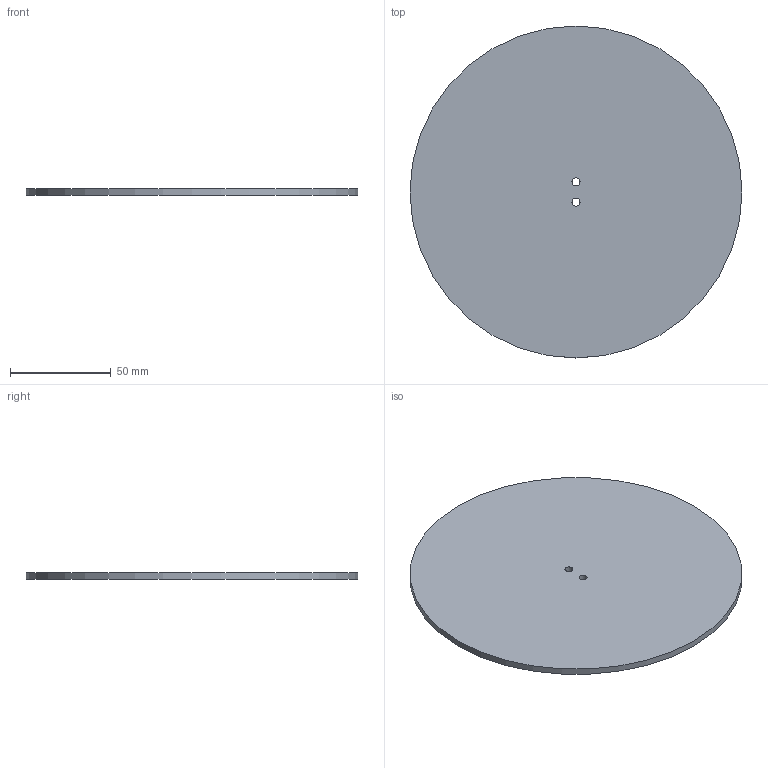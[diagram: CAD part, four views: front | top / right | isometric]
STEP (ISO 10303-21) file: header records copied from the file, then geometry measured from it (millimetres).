
FILE_DESCRIPTION(/* description */ (''),/* implementation_level */ '2;1');
FILE_NAME(/* name */ 'Weight Plate.step',/* time_stamp */ '2025-11-06T12:06:56-08:00',/* author */ (''),/* organization */ (''),/* preprocessor_version */ 'ST-DEVELOPER v20.1',/* originating_system */ 'Autodesk Translation Framework v14.17.0.0',/* authorisation */ '');
FILE_SCHEMA (('AUTOMOTIVE_DESIGN { 1 0 10303 214 3 1 1 }'));
Length unit declared in the file: inch
Products named in the file (2): Cauldron (Chained); 2025-10-29-08-10-52-388
Assembly tree (1 placements, depth 2):
  Cauldron (Chained)
    2025-10-29-08-10-52-388
Bounding box: 165.1 x 165.1 x 3.17 mm (x, y, z)
Volume: 67891.8 mm3; surface area: 44493.1 mm2
Topology: 1 solids, 1 shells, 5 faces, 9 edges, 6 vertices
Faces by surface type: cylinder 3, plane 2
Full cylindrical faces by diameter (mm): 4 x2, 165.1 x1
Entity records: 243 total; most frequent: DIRECTION 33, CARTESIAN_POINT 24, ORIENTED_EDGE 18, AXIS2_PLACEMENT_3D 15, EDGE_LOOP 9, EDGE_CURVE 9, PRESENTATION_STYLE_ASSIGNMENT 8, SURFACE_STYLE_USAGE 7
